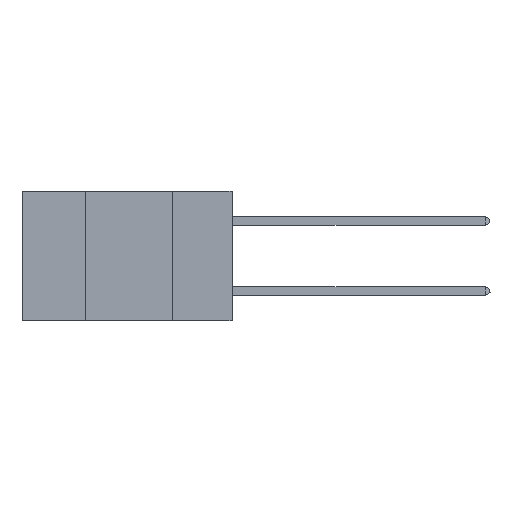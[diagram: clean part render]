
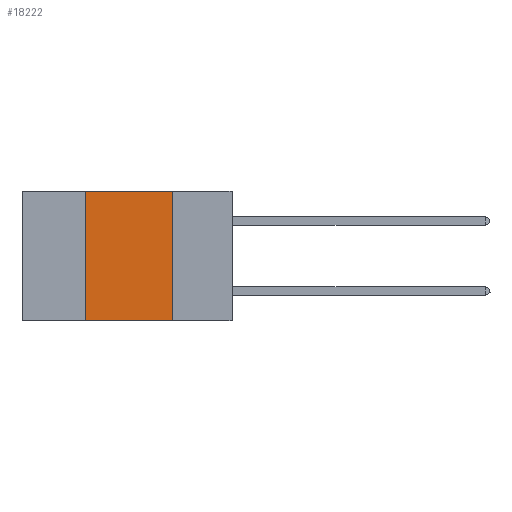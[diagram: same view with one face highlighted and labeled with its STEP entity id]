
A CAD part, left-side view. The second image highlights one B-rep face of the part: STEP entity #18222.
In plain terms, the highlighted planar face has unit normal (-1, 0, 0).
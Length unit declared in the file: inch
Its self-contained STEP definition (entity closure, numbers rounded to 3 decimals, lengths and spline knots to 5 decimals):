
#1251 = VECTOR ( 'NONE', #24560, 39.37008 ) ;
#1583 = LINE ( 'NONE', #30900, #30912 ) ;
#2399 = PLANE ( 'NONE',  #11380 ) ;
#5084 = ORIENTED_EDGE ( 'NONE', *, *, #17826, .F. ) ;
#6420 = CARTESIAN_POINT ( 'NONE',  ( 0., 0.17, 0. ) ) ;
#8492 = FACE_OUTER_BOUND ( 'NONE', #9034, .T. ) ;
#8855 = LINE ( 'NONE', #15872, #1251 ) ;
#9034 = EDGE_LOOP ( 'NONE', ( #5084, #13613, #34050, #33179 ) ) ;
#9731 = EDGE_CURVE ( 'NONE', #10591, #25391, #29234, .T. ) ;
#10591 = VERTEX_POINT ( 'NONE', #32647 ) ;
#11380 = AXIS2_PLACEMENT_3D ( 'NONE', #22260, #16436, #25107 ) ;
#13613 = ORIENTED_EDGE ( 'NONE', *, *, #36124, .F. ) ;
#15489 = DIRECTION ( 'NONE',  ( 0., 0., -1. ) ) ;
#15872 = CARTESIAN_POINT ( 'NONE',  ( 0., 0.42, 0. ) ) ;
#15915 = VECTOR ( 'NONE', #30208, 39.37008 ) ;
#16436 = DIRECTION ( 'NONE',  ( 1., 0., 0. ) ) ;
#17826 = EDGE_CURVE ( 'NONE', #36269, #25391, #19638, .T. ) ;
#18222 = ADVANCED_FACE ( 'NONE', ( #8492 ), #2399, .F. ) ;
#19638 = LINE ( 'NONE', #33127, #26227 ) ;
#20277 = CARTESIAN_POINT ( 'NONE',  ( 0., 0.17, -0.37 ) ) ;
#22260 = CARTESIAN_POINT ( 'NONE',  ( 0., 0.6, 0. ) ) ;
#23133 = CARTESIAN_POINT ( 'NONE',  ( 0., 0.42, 0. ) ) ;
#24560 = DIRECTION ( 'NONE',  ( 0., 0., 1. ) ) ;
#25107 = DIRECTION ( 'NONE',  ( 0., 0., -1. ) ) ;
#25268 = EDGE_CURVE ( 'NONE', #10591, #26829, #8855, .T. ) ;
#25391 = VERTEX_POINT ( 'NONE', #20277 ) ;
#26227 = VECTOR ( 'NONE', #15489, 39.37008 ) ;
#26829 = VERTEX_POINT ( 'NONE', #23133 ) ;
#28036 = DIRECTION ( 'NONE',  ( 0., -1., 0. ) ) ;
#29234 = LINE ( 'NONE', #30333, #15915 ) ;
#30208 = DIRECTION ( 'NONE',  ( 0., -1., 0. ) ) ;
#30333 = CARTESIAN_POINT ( 'NONE',  ( 0., 0.6, -0.37 ) ) ;
#30900 = CARTESIAN_POINT ( 'NONE',  ( 0., 0.6, 0. ) ) ;
#30912 = VECTOR ( 'NONE', #28036, 39.37008 ) ;
#32647 = CARTESIAN_POINT ( 'NONE',  ( 0., 0.42, -0.37 ) ) ;
#33127 = CARTESIAN_POINT ( 'NONE',  ( 0., 0.17, 0. ) ) ;
#33179 = ORIENTED_EDGE ( 'NONE', *, *, #9731, .T. ) ;
#34050 = ORIENTED_EDGE ( 'NONE', *, *, #25268, .F. ) ;
#36124 = EDGE_CURVE ( 'NONE', #26829, #36269, #1583, .T. ) ;
#36269 = VERTEX_POINT ( 'NONE', #6420 ) ;
